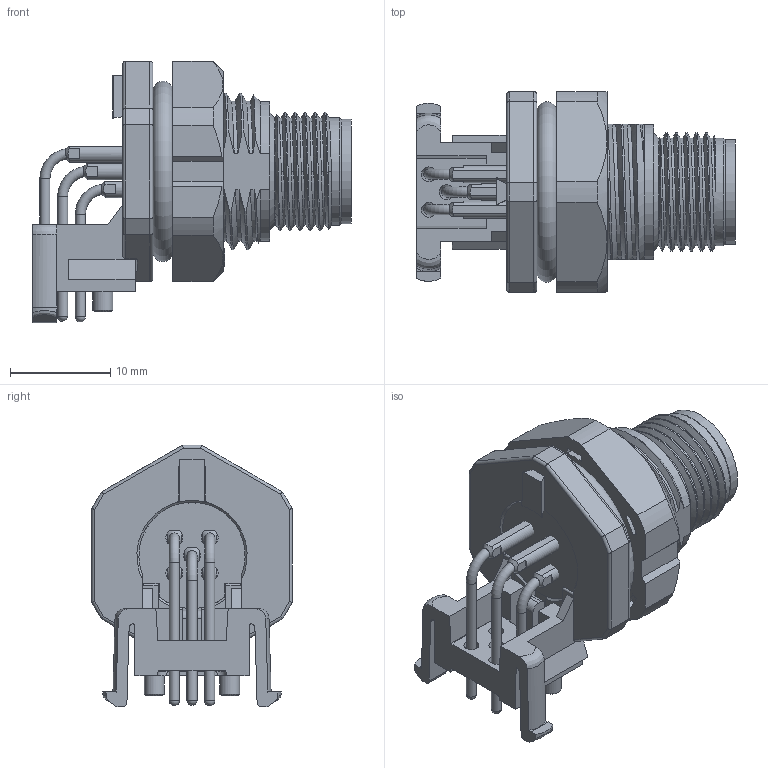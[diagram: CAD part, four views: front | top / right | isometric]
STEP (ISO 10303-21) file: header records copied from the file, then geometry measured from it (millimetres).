
FILE_DESCRIPTION(/* description */ ('Unknown'),/* implementation_level */ '2;1');
FILE_NAME(/* name */ '643230100405',/* time_stamp */ '2022-09-19T16:15:38+02:00',/* author */ ('Unknown'),/* organization */ ('Unknown'),/* preprocessor_version */ 'ST-DEVELOPER v18.102',/* originating_system */ 'Solid Edge',/* authorisation */ 'Unknown');
FILE_SCHEMA (('AUTOMOTIVE_DESIGN {1 0 10303 214 3 1 1}'));
Length unit declared in the file: millimetre
Products named in the file (10): 6432301004xx; 643230100405; 6432301004xx_Shell; 6432301004xx_Pin1; 6432301004xx_Resin; 643xx01004xx_Panel O-Ring; 643xx01004xx_Panel Nut; 6432301004xx_Pin5; 6432x0100405_Pin Holder; 6432301004xx_Pin3
Assembly tree (11 placements, depth 2):
  6432301004xx
    643230100405
    6432301004xx_Shell
    6432301004xx_Pin1  x2
    6432301004xx_Resin
    643xx01004xx_Panel O-Ring
    643xx01004xx_Panel Nut
    6432301004xx_Pin5
    6432x0100405_Pin Holder
    6432301004xx_Pin3  x2
Bounding box: 31.8 x 20 x 26.1 mm (x, y, z)
Volume: 4782.2 mm3; surface area: 7235.1 mm2
Topology: 11 solids, 11 shells, 785 faces, 2071 edges, 1348 vertices
Faces by surface type: plane 458, cylinder 208, cone 47, bspline 43, torus 24, sphere 5
Full cylindrical faces by diameter (mm): 1 x20, 1.4 x15, 1.5 x5, 1.7 x5, 2 x2, 8.3 x1, 9.34 x1, 9.44 x1, 9.5 x2, 10.45 x1, 10.76 x6, 16 x3
Entity records: 29230 total; most frequent: CARTESIAN_POINT 11521, ORIENTED_EDGE 3640, DIRECTION 3438, EDGE_CURVE 1820, VERTEX_POINT 1235, LINE 1216, VECTOR 1216, AXIS2_PLACEMENT_3D 1111
